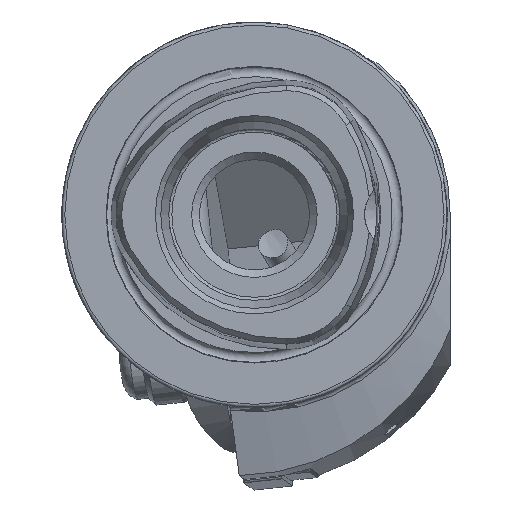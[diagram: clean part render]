
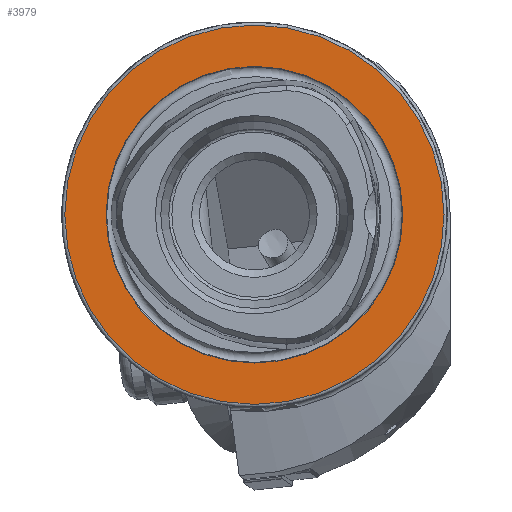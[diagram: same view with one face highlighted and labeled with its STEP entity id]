
A CAD part, left-side view. The second image highlights one B-rep face of the part: STEP entity #3979.
In plain terms, the highlighted planar face has unit normal (-1, 0, 0).
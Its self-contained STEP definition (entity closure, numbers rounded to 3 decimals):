
#95 = VERTEX_POINT ( 'NONE', #7319 ) ;
#425 = FACE_OUTER_BOUND ( 'NONE', #9940, .T. ) ;
#1042 = EDGE_CURVE ( 'NONE', #95, #95, #3447, .T. ) ;
#1579 = DIRECTION ( 'NONE',  ( 1., 0., 0. ) ) ;
#2364 = PLANE ( 'NONE',  #4790 ) ;
#2583 = FACE_BOUND ( 'NONE', #2624, .T. ) ;
#2624 = EDGE_LOOP ( 'NONE', ( #8084 ) ) ;
#2868 = CARTESIAN_POINT ( 'NONE',  ( 0., 0., 31. ) ) ;
#3447 = CIRCLE ( 'NONE', #4640, 24.25 ) ;
#3526 = CARTESIAN_POINT ( 'NONE',  ( 0., 0., 0. ) ) ;
#3968 = CARTESIAN_POINT ( 'NONE',  ( 0., 0., 0. ) ) ;
#3979 = ADVANCED_FACE ( 'NONE', ( #2583, #425 ), #2364, .F. ) ;
#4283 = DIRECTION ( 'NONE',  ( 0., 0., 1. ) ) ;
#4640 = AXIS2_PLACEMENT_3D ( 'NONE', #3968, #5573, #10318 ) ;
#4790 = AXIS2_PLACEMENT_3D ( 'NONE', #10343, #1579, #7206 ) ;
#5573 = DIRECTION ( 'NONE',  ( -1., 0., 0. ) ) ;
#5972 = DIRECTION ( 'NONE',  ( -1., 0., 0. ) ) ;
#6394 = CIRCLE ( 'NONE', #10055, 31. ) ;
#6466 = EDGE_CURVE ( 'NONE', #8897, #8897, #6394, .T. ) ;
#7206 = DIRECTION ( 'NONE',  ( 0., 0., -1. ) ) ;
#7319 = CARTESIAN_POINT ( 'NONE',  ( 0., 0., 24.25 ) ) ;
#7581 = ORIENTED_EDGE ( 'NONE', *, *, #6466, .T. ) ;
#8084 = ORIENTED_EDGE ( 'NONE', *, *, #1042, .F. ) ;
#8897 = VERTEX_POINT ( 'NONE', #2868 ) ;
#9940 = EDGE_LOOP ( 'NONE', ( #7581 ) ) ;
#10055 = AXIS2_PLACEMENT_3D ( 'NONE', #3526, #5972, #4283 ) ;
#10318 = DIRECTION ( 'NONE',  ( 0., 0., 1. ) ) ;
#10343 = CARTESIAN_POINT ( 'NONE',  ( 0., 24.25, 0. ) ) ;
